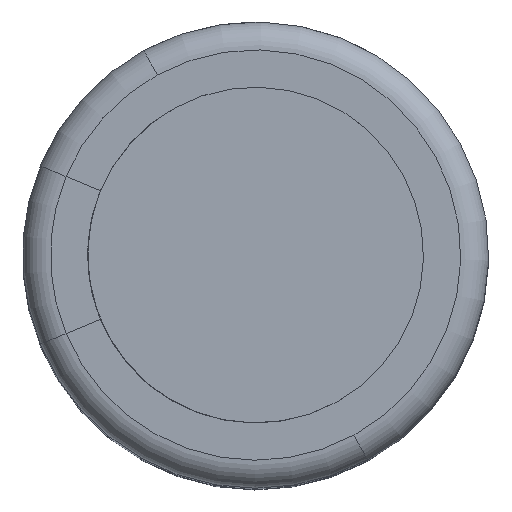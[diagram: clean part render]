
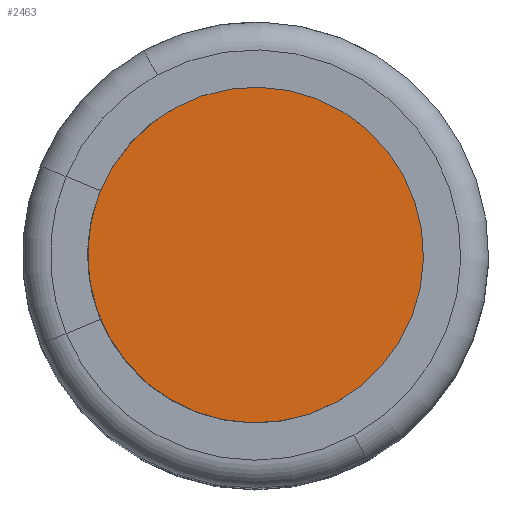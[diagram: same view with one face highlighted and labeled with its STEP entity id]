
A CAD part, top view. The second image highlights one B-rep face of the part: STEP entity #2463.
In plain terms, the highlighted planar face has unit normal (0, 0, 1).
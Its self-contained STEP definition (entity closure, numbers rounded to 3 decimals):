
#1918=CARTESIAN_POINT('Vertex',(2.157,-3.949,29.9)) ;
#1921=CARTESIAN_POINT('Axis2P3D Location',(0.,0.,29.9)) ;
#1925=CARTESIAN_POINT('Vertex',(-2.157,3.949,29.9)) ;
#2442=CARTESIAN_POINT('Axis2P3D Location',(0.,0.,29.9)) ;
#2454=CARTESIAN_POINT('Axis2P3D Location',(0.,4.5,29.9)) ;
#1922=DIRECTION('Axis2P3D Direction',(0.,0.,1.)) ;
#2443=DIRECTION('Axis2P3D Direction',(0.,0.,1.)) ;
#2455=DIRECTION('Axis2P3D Direction',(0.,0.,1.)) ;
#2456=DIRECTION('Axis2P3D XDirection',(1.,0.,0.)) ;
#1923=AXIS2_PLACEMENT_3D('Circle Axis2P3D',#1921,#1922,$) ;
#2444=AXIS2_PLACEMENT_3D('Circle Axis2P3D',#2442,#2443,$) ;
#2457=AXIS2_PLACEMENT_3D('Plane Axis2P3D',#2454,#2455,#2456) ;
#1924=CIRCLE('generated circle',#1923,4.5) ;
#2445=CIRCLE('generated circle',#2444,4.5) ;
#2458=PLANE('',#2457) ;
#1927=EDGE_CURVE('',#1926,#1919,#1924,.T.) ;
#2446=EDGE_CURVE('',#1919,#1926,#2445,.T.) ;
#2459=EDGE_LOOP('',(#2460,#2461)) ;
#2460=ORIENTED_EDGE('',*,*,#2446,.T.) ;
#2461=ORIENTED_EDGE('',*,*,#1927,.T.) ;
#1919=VERTEX_POINT('',#1918) ;
#1926=VERTEX_POINT('',#1925) ;
#2463=ADVANCED_FACE('\X2\FF8AFF9FFF70FF82\X0\ \X2\FF8EFF9EFF83FF9EFF68FF70\X0\',(#2462),#2458,.T.) ;
#2462=FACE_OUTER_BOUND('',#2459,.T.) ;
